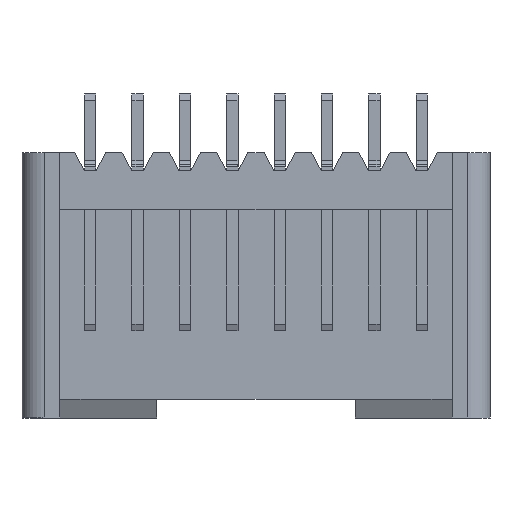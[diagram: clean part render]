
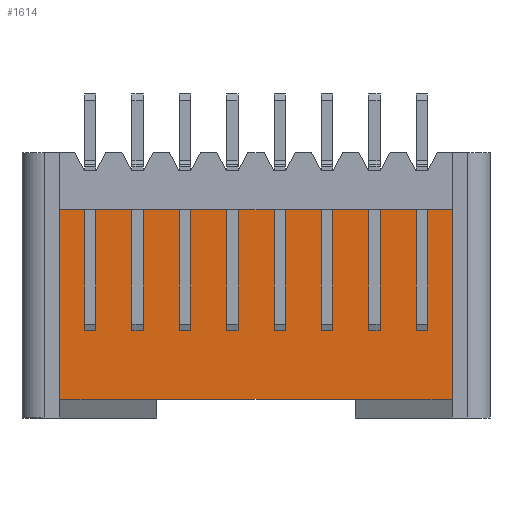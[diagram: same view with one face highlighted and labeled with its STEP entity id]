
A CAD part, front view. The second image highlights one B-rep face of the part: STEP entity #1614.
In plain terms, the highlighted planar face has unit normal (0, -1, 0).
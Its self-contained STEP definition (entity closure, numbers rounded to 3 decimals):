
#1354=CARTESIAN_POINT('',(7.1,6.5,-13.));
#1355=VERTEX_POINT('',#1354);
#1385=CARTESIAN_POINT('',(17.6,6.5,-13.));
#1386=VERTEX_POINT('',#1385);
#1387=CARTESIAN_POINT('',(17.6,6.5,-13.));
#1388=DIRECTION('',(-1.,0.,0.));
#1389=VECTOR('',#1388,10.5);
#1390=LINE('',#1387,#1389);
#1391=EDGE_CURVE('',#1386,#1355,#1390,.T.);
#1442=CARTESIAN_POINT('',(23.074,6.5,-13.));
#1443=VERTEX_POINT('',#1442);
#1450=CARTESIAN_POINT('',(23.074,6.5,-13.));
#1451=DIRECTION('',(-1.,0.,0.));
#1452=VECTOR('',#1451,5.474);
#1453=LINE('',#1450,#1452);
#1454=EDGE_CURVE('',#1443,#1386,#1453,.T.);
#1459=CARTESIAN_POINT('',(12.35,6.5,-7.));
#1460=DIRECTION('',(1.,0.,0.));
#1461=DIRECTION('',(0.,-1.,0.));
#1462=AXIS2_PLACEMENT_3D('',#1459,#1461,#1460);
#1463=PLANE('',#1462);
#1464=CARTESIAN_POINT('',(23.5,6.5,-13.178));
#1465=VERTEX_POINT('',#1464);
#1466=CARTESIAN_POINT('',(23.074,6.5,-13.));
#1467=CARTESIAN_POINT('',(23.155,6.5,-13.));
#1468=CARTESIAN_POINT('',(23.301,6.5,-13.046));
#1469=CARTESIAN_POINT('',(23.435,6.5,-13.129));
#1470=CARTESIAN_POINT('',(23.5,6.5,-13.178));
#1471=B_SPLINE_CURVE_WITH_KNOTS('',3,(#1466,#1467,#1468,#1469,#1470),.UNSPECIFIED.,.F.,.U.,(4,1,4),(0.,0.5,1.),.UNSPECIFIED.);
#1472=EDGE_CURVE('',#1443,#1465,#1471,.T.);
#1473=ORIENTED_EDGE('',*,*,#1472,.T.);
#1474=CARTESIAN_POINT('',(23.5,6.5,-2.));
#1475=VERTEX_POINT('',#1474);
#1476=CARTESIAN_POINT('',(23.5,6.5,-13.178));
#1477=DIRECTION('',(0.,0.,1.));
#1478=VECTOR('',#1477,11.178);
#1479=LINE('',#1476,#1478);
#1480=EDGE_CURVE('',#1465,#1475,#1479,.T.);
#1481=ORIENTED_EDGE('',*,*,#1480,.T.);
#1482=CARTESIAN_POINT('',(15.85,6.5,-2.));
#1483=VERTEX_POINT('',#1482);
#1484=CARTESIAN_POINT('',(23.5,6.5,-2.));
#1485=DIRECTION('',(-1.,0.,0.));
#1486=VECTOR('',#1485,7.65);
#1487=LINE('',#1484,#1486);
#1488=EDGE_CURVE('',#1475,#1483,#1487,.T.);
#1489=ORIENTED_EDGE('',*,*,#1488,.T.);
#1490=CARTESIAN_POINT('',(15.85,6.5,-2.5));
#1491=VERTEX_POINT('',#1490);
#1492=CARTESIAN_POINT('',(15.85,6.5,-2.));
#1493=DIRECTION('',(0.,0.,-1.));
#1494=VECTOR('',#1493,0.5);
#1495=LINE('',#1492,#1494);
#1496=EDGE_CURVE('',#1483,#1491,#1495,.T.);
#1497=ORIENTED_EDGE('',*,*,#1496,.T.);
#1498=CARTESIAN_POINT('',(14.85,6.5,-2.5));
#1499=VERTEX_POINT('',#1498);
#1500=CARTESIAN_POINT('',(15.85,6.5,-2.5));
#1501=DIRECTION('',(-1.,0.,0.));
#1502=VECTOR('',#1501,1.);
#1503=LINE('',#1500,#1502);
#1504=EDGE_CURVE('',#1491,#1499,#1503,.T.);
#1505=ORIENTED_EDGE('',*,*,#1504,.T.);
#1506=CARTESIAN_POINT('',(14.85,6.5,-2.));
#1507=VERTEX_POINT('',#1506);
#1508=CARTESIAN_POINT('',(14.85,6.5,-2.5));
#1509=DIRECTION('',(0.,0.,1.));
#1510=VECTOR('',#1509,0.5);
#1511=LINE('',#1508,#1510);
#1512=EDGE_CURVE('',#1499,#1507,#1511,.T.);
#1513=ORIENTED_EDGE('',*,*,#1512,.T.);
#1514=CARTESIAN_POINT('',(12.85,6.5,-2.));
#1515=VERTEX_POINT('',#1514);
#1516=CARTESIAN_POINT('',(14.85,6.5,-2.));
#1517=DIRECTION('',(-1.,0.,0.));
#1518=VECTOR('',#1517,2.);
#1519=LINE('',#1516,#1518);
#1520=EDGE_CURVE('',#1507,#1515,#1519,.T.);
#1521=ORIENTED_EDGE('',*,*,#1520,.T.);
#1522=CARTESIAN_POINT('',(12.85,6.5,-2.5));
#1523=VERTEX_POINT('',#1522);
#1524=CARTESIAN_POINT('',(12.85,6.5,-2.));
#1525=DIRECTION('',(0.,0.,-1.));
#1526=VECTOR('',#1525,0.5);
#1527=LINE('',#1524,#1526);
#1528=EDGE_CURVE('',#1515,#1523,#1527,.T.);
#1529=ORIENTED_EDGE('',*,*,#1528,.T.);
#1530=CARTESIAN_POINT('',(11.85,6.5,-2.5));
#1531=VERTEX_POINT('',#1530);
#1532=CARTESIAN_POINT('',(12.85,6.5,-2.5));
#1533=DIRECTION('',(-1.,0.,0.));
#1534=VECTOR('',#1533,1.);
#1535=LINE('',#1532,#1534);
#1536=EDGE_CURVE('',#1523,#1531,#1535,.T.);
#1537=ORIENTED_EDGE('',*,*,#1536,.T.);
#1538=CARTESIAN_POINT('',(11.85,6.5,-2.));
#1539=VERTEX_POINT('',#1538);
#1540=CARTESIAN_POINT('',(11.85,6.5,-2.5));
#1541=DIRECTION('',(0.,0.,1.));
#1542=VECTOR('',#1541,0.5);
#1543=LINE('',#1540,#1542);
#1544=EDGE_CURVE('',#1531,#1539,#1543,.T.);
#1545=ORIENTED_EDGE('',*,*,#1544,.T.);
#1546=CARTESIAN_POINT('',(9.85,6.5,-2.));
#1547=VERTEX_POINT('',#1546);
#1548=CARTESIAN_POINT('',(11.85,6.5,-2.));
#1549=DIRECTION('',(-1.,0.,0.));
#1550=VECTOR('',#1549,2.);
#1551=LINE('',#1548,#1550);
#1552=EDGE_CURVE('',#1539,#1547,#1551,.T.);
#1553=ORIENTED_EDGE('',*,*,#1552,.T.);
#1554=CARTESIAN_POINT('',(9.85,6.5,-2.5));
#1555=VERTEX_POINT('',#1554);
#1556=CARTESIAN_POINT('',(9.85,6.5,-2.));
#1557=DIRECTION('',(0.,0.,-1.));
#1558=VECTOR('',#1557,0.5);
#1559=LINE('',#1556,#1558);
#1560=EDGE_CURVE('',#1547,#1555,#1559,.T.);
#1561=ORIENTED_EDGE('',*,*,#1560,.T.);
#1562=CARTESIAN_POINT('',(8.85,6.5,-2.5));
#1563=VERTEX_POINT('',#1562);
#1564=CARTESIAN_POINT('',(9.85,6.5,-2.5));
#1565=DIRECTION('',(-1.,0.,0.));
#1566=VECTOR('',#1565,1.);
#1567=LINE('',#1564,#1566);
#1568=EDGE_CURVE('',#1555,#1563,#1567,.T.);
#1569=ORIENTED_EDGE('',*,*,#1568,.T.);
#1570=CARTESIAN_POINT('',(8.85,6.5,-2.));
#1571=VERTEX_POINT('',#1570);
#1572=CARTESIAN_POINT('',(8.85,6.5,-2.5));
#1573=DIRECTION('',(0.,0.,1.));
#1574=VECTOR('',#1573,0.5);
#1575=LINE('',#1572,#1574);
#1576=EDGE_CURVE('',#1563,#1571,#1575,.T.);
#1577=ORIENTED_EDGE('',*,*,#1576,.T.);
#1578=CARTESIAN_POINT('',(1.2,6.5,-2.));
#1579=VERTEX_POINT('',#1578);
#1580=CARTESIAN_POINT('',(8.85,6.5,-2.));
#1581=DIRECTION('',(-1.,0.,0.));
#1582=VECTOR('',#1581,7.65);
#1583=LINE('',#1580,#1582);
#1584=EDGE_CURVE('',#1571,#1579,#1583,.T.);
#1585=ORIENTED_EDGE('',*,*,#1584,.T.);
#1586=CARTESIAN_POINT('',(1.2,6.5,-13.178));
#1587=VERTEX_POINT('',#1586);
#1588=CARTESIAN_POINT('',(1.2,6.5,-2.));
#1589=DIRECTION('',(0.,0.,-1.));
#1590=VECTOR('',#1589,11.178);
#1591=LINE('',#1588,#1590);
#1592=EDGE_CURVE('',#1579,#1587,#1591,.T.);
#1593=ORIENTED_EDGE('',*,*,#1592,.T.);
#1594=CARTESIAN_POINT('',(1.626,6.5,-13.));
#1595=VERTEX_POINT('',#1594);
#1596=CARTESIAN_POINT('',(1.2,6.5,-13.178));
#1597=CARTESIAN_POINT('',(1.265,6.5,-13.129));
#1598=CARTESIAN_POINT('',(1.399,6.5,-13.046));
#1599=CARTESIAN_POINT('',(1.545,6.5,-13.));
#1600=CARTESIAN_POINT('',(1.626,6.5,-13.));
#1601=B_SPLINE_CURVE_WITH_KNOTS('',3,(#1596,#1597,#1598,#1599,#1600),.UNSPECIFIED.,.F.,.U.,(4,1,4),(0.,0.5,1.),.UNSPECIFIED.);
#1602=EDGE_CURVE('',#1587,#1595,#1601,.T.);
#1603=ORIENTED_EDGE('',*,*,#1602,.T.);
#1604=CARTESIAN_POINT('',(1.626,6.5,-13.));
#1605=DIRECTION('',(1.,0.,0.));
#1606=VECTOR('',#1605,5.474);
#1607=LINE('',#1604,#1606);
#1608=EDGE_CURVE('',#1595,#1355,#1607,.T.);
#1609=ORIENTED_EDGE('',*,*,#1608,.T.);
#1610=ORIENTED_EDGE('',*,*,#1391,.F.);
#1611=ORIENTED_EDGE('',*,*,#1454,.F.);
#1612=EDGE_LOOP('',(#1473,#1481,#1489,#1497,#1505,#1513,#1521,#1529,#1537,#1545,#1553,#1561,#1569,#1577,#1585,#1593,#1603,#1609,#1610,#1611));
#1613=FACE_OUTER_BOUND('',#1612,.T.);
#1614=ADVANCED_FACE('',(#1613),#1463,.T.);
